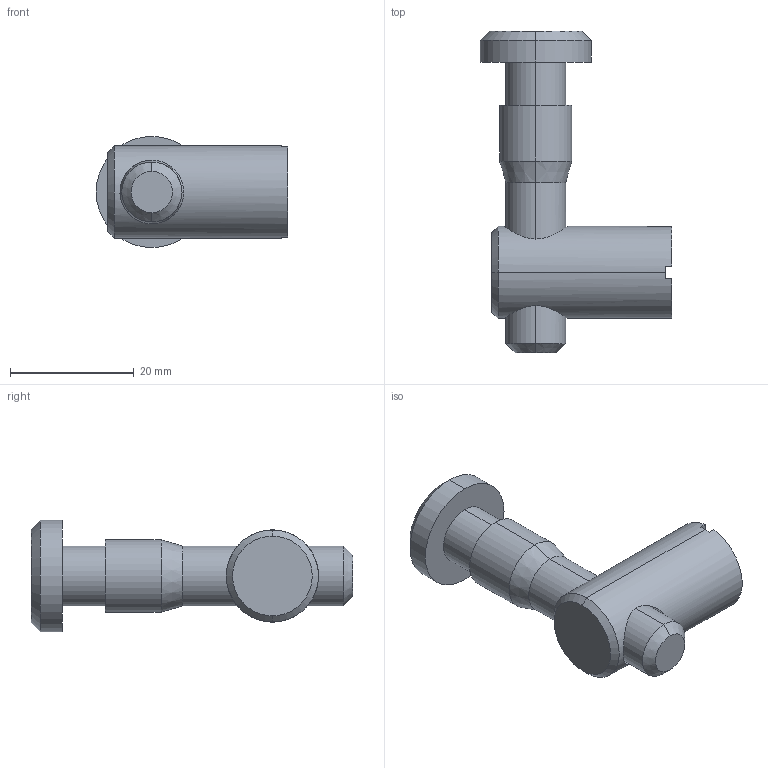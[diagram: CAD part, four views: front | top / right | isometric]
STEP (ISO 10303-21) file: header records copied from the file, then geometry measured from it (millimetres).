
FILE_DESCRIPTION (( 'STEP AP214' ), '1' );
FILE_NAME ('SNSD.30.52.04 Óãëîâîé ñîåäèíèòåëü 90 ãðàäóñîâ(H16), ïàç 10.STEP', '2017-02-28T11:05:36', ( '' ), ( '' ), 'SwSTEP 2.0', 'SolidWorks 2016', '' );
FILE_SCHEMA (( 'AUTOMOTIVE_DESIGN' ));
Length unit declared in the file: millimetre
Products named in the file (7): SNSD.30.50.47 栺魛鳧H16_00; SNSD.30.50.46 眈錼襭16; SNSD.30.50.46 眈錼襭16_00; SNSD.30.50.48 鎔艜H16_00; SNSD.30.50.47 栺魛鳧H16; SNSD.30.50.48 鎔艜H16; SNSD.30.52.04  Óãëîâîé ñîåäèíèòåëü 90 ãðàäóñîâ(H16), ïàç 10
Assembly tree (3 placements, depth 2):
  SNSD.30.50.46 眈錼襭16
  SNSD.30.50.47 栺魛鳧H16
  SNSD.30.50.48 鎔艜H16
  SNSD.30.52.04  Óãëîâîé ñîåäèíèòåëü 90 ãðàäóñîâ(H16), ïàç 10
    SNSD.30.50.46 眈錼襭16_00
    SNSD.30.50.47 栺魛鳧H16_00
    SNSD.30.50.48 鎔艜H16_00
Bounding box: 31 x 52 x 18 mm (x, y, z)
Volume: 8592.9 mm3; surface area: 5242.5 mm2
Topology: 3 solids, 3 shells, 64 faces, 146 edges, 92 vertices
Faces by surface type: plane 30, cylinder 20, cone 12, torus 2
Entity records: 2341 total; most frequent: CARTESIAN_POINT 645, DIRECTION 328, ORIENTED_EDGE 292, EDGE_CURVE 146, AXIS2_PLACEMENT_3D 131, VERTEX_POINT 92, EDGE_LOOP 72, VECTOR 66
